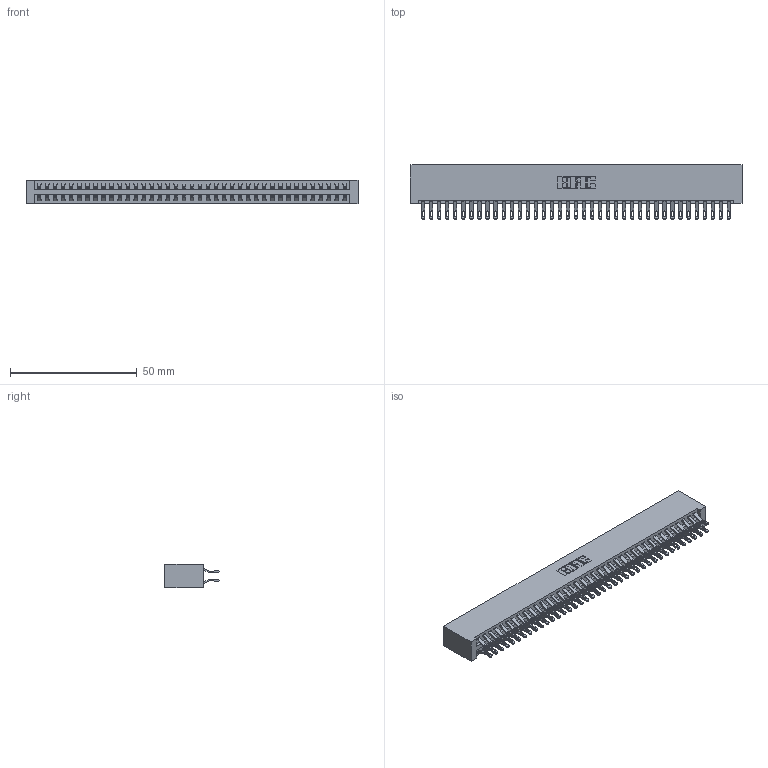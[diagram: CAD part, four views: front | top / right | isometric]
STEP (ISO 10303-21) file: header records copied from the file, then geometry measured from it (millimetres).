
FILE_DESCRIPTION (( 'STEP AP203' ), '1' );
FILE_NAME ('346-078-555-201.STEP', '2018-08-29T06:04:32', ( '' ), ( '' ), 'SwSTEP 2.0', 'SolidWorks 2016', '' );
FILE_SCHEMA (( 'CONFIG_CONTROL_DESIGN' ));
Length unit declared in the file: inch
Products named in the file (3): 346 Part_No Mounting Lugs; 345-292-001_555 Tail; 346-078-555-201
Assembly tree (79 placements, depth 2):
  346-078-555-201
    346 Part_No Mounting Lugs
    345-292-001_555 Tail  x78
Bounding box: 131.06 x 21.46 x 9.4 mm (x, y, z)
Volume: 13556.6 mm3; surface area: 19557 mm2
Topology: 79 solids, 79 shells, 4638 faces, 14579 edges, 9718 vertices
Faces by surface type: plane 2646, cylinder 1992
Entity records: 25905 total; most frequent: CARTESIAN_POINT 4306, ORIENTED_EDGE 4210, DIRECTION 3809, EDGE_CURVE 2105, LINE 1805, VECTOR 1805, VERTEX_POINT 1402, AXIS2_PLACEMENT_3D 1002
